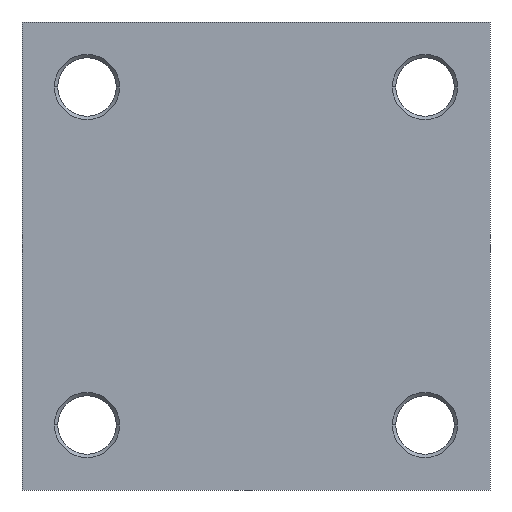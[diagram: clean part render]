
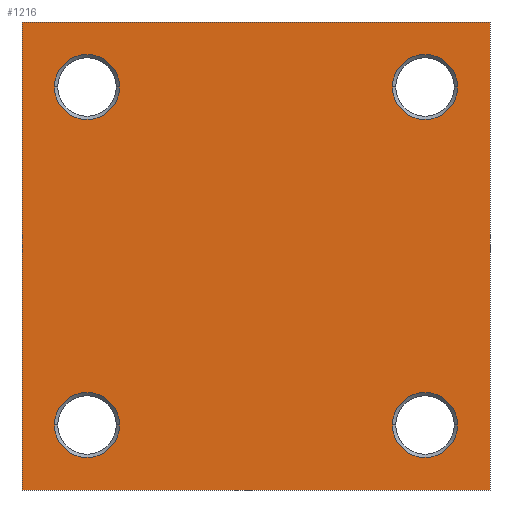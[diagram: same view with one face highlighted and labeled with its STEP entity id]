
A CAD part, left-side view. The second image highlights one B-rep face of the part: STEP entity #1216.
In plain terms, the highlighted planar face has unit normal (-1, 0, 0).
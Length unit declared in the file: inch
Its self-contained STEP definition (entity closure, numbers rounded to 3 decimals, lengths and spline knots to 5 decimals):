
#46=DIRECTION('',(0.,-1.,0.));
#47=VECTOR('',#46,4.5);
#48=CARTESIAN_POINT('',(0.,2.25,2.25));
#49=LINE('',#48,#47);
#54=DIRECTION('',(0.,0.,-1.));
#55=VECTOR('',#54,4.5);
#56=CARTESIAN_POINT('',(0.,-2.25,2.25));
#57=LINE('',#56,#55);
#61=DIRECTION('',(0.,1.,0.));
#62=VECTOR('',#61,4.5);
#63=CARTESIAN_POINT('',(0.,-2.25,-2.25));
#64=LINE('',#63,#62);
#68=DIRECTION('',(0.,0.,1.));
#69=VECTOR('',#68,4.5);
#70=CARTESIAN_POINT('',(0.,2.25,-2.25));
#71=LINE('',#70,#69);
#75=CARTESIAN_POINT('',(0.,1.625,-1.625));
#76=DIRECTION('',(-1.,0.,0.));
#77=DIRECTION('',(0.,1.,0.));
#78=AXIS2_PLACEMENT_3D('',#75,#76,#77);
#83=CARTESIAN_POINT('',(0.,1.625,-1.625));
#84=DIRECTION('',(-1.,0.,0.));
#85=DIRECTION('',(0.,-1.,0.));
#86=AXIS2_PLACEMENT_3D('',#83,#84,#85);
#91=CARTESIAN_POINT('',(0.,1.625,1.625));
#92=DIRECTION('',(-1.,0.,0.));
#93=DIRECTION('',(0.,1.,0.));
#94=AXIS2_PLACEMENT_3D('',#91,#92,#93);
#99=CARTESIAN_POINT('',(0.,1.625,1.625));
#100=DIRECTION('',(-1.,0.,0.));
#101=DIRECTION('',(0.,-1.,0.));
#102=AXIS2_PLACEMENT_3D('',#99,#100,#101);
#107=CARTESIAN_POINT('',(0.,-1.625,1.625));
#108=DIRECTION('',(-1.,0.,0.));
#109=DIRECTION('',(0.,1.,0.));
#110=AXIS2_PLACEMENT_3D('',#107,#108,#109);
#115=CARTESIAN_POINT('',(0.,-1.625,1.625));
#116=DIRECTION('',(-1.,0.,0.));
#117=DIRECTION('',(0.,-1.,0.));
#118=AXIS2_PLACEMENT_3D('',#115,#116,#117);
#123=CARTESIAN_POINT('',(0.,-1.625,-1.625));
#124=DIRECTION('',(-1.,0.,0.));
#125=DIRECTION('',(0.,1.,0.));
#126=AXIS2_PLACEMENT_3D('',#123,#124,#125);
#131=CARTESIAN_POINT('',(0.,-1.625,-1.625));
#132=DIRECTION('',(-1.,0.,0.));
#133=DIRECTION('',(0.,-1.,0.));
#134=AXIS2_PLACEMENT_3D('',#131,#132,#133);
#1019=CARTESIAN_POINT('',(0.,2.25,2.25));
#1020=CARTESIAN_POINT('',(0.,-2.25,2.25));
#1021=VERTEX_POINT('',#1019);
#1022=VERTEX_POINT('',#1020);
#1023=CARTESIAN_POINT('',(0.,-2.25,-2.25));
#1024=VERTEX_POINT('',#1023);
#1025=CARTESIAN_POINT('',(0.,2.25,-2.25));
#1026=VERTEX_POINT('',#1025);
#1043=CARTESIAN_POINT('',(0.,1.9375,-1.625));
#1044=CARTESIAN_POINT('',(0.,1.3125,-1.625));
#1045=VERTEX_POINT('',#1043);
#1046=VERTEX_POINT('',#1044);
#1059=CARTESIAN_POINT('',(0.,1.9375,1.625));
#1060=CARTESIAN_POINT('',(0.,1.3125,1.625));
#1061=VERTEX_POINT('',#1059);
#1062=VERTEX_POINT('',#1060);
#1075=CARTESIAN_POINT('',(0.,-1.3125,1.625));
#1076=CARTESIAN_POINT('',(0.,-1.9375,1.625));
#1077=VERTEX_POINT('',#1075);
#1078=VERTEX_POINT('',#1076);
#1091=CARTESIAN_POINT('',(0.,-1.3125,-1.625));
#1092=CARTESIAN_POINT('',(0.,-1.9375,-1.625));
#1093=VERTEX_POINT('',#1091);
#1094=VERTEX_POINT('',#1092);
#1177=CARTESIAN_POINT('',(0.,0.,0.));
#1178=DIRECTION('',(1.,0.,0.));
#1179=DIRECTION('',(0.,0.,-1.));
#1180=AXIS2_PLACEMENT_3D('',#1177,#1178,#1179);
#1181=PLANE('',#1180);
#1183=ORIENTED_EDGE('',*,*,#1182,.T.);
#1185=ORIENTED_EDGE('',*,*,#1184,.T.);
#1187=ORIENTED_EDGE('',*,*,#1186,.T.);
#1189=ORIENTED_EDGE('',*,*,#1188,.T.);
#1190=EDGE_LOOP('',(#1183,#1185,#1187,#1189));
#1191=FACE_OUTER_BOUND('',#1190,.F.);
#1193=ORIENTED_EDGE('',*,*,#1192,.T.);
#1195=ORIENTED_EDGE('',*,*,#1194,.T.);
#1196=EDGE_LOOP('',(#1193,#1195));
#1197=FACE_BOUND('',#1196,.F.);
#1199=ORIENTED_EDGE('',*,*,#1198,.T.);
#1201=ORIENTED_EDGE('',*,*,#1200,.T.);
#1202=EDGE_LOOP('',(#1199,#1201));
#1203=FACE_BOUND('',#1202,.F.);
#1205=ORIENTED_EDGE('',*,*,#1204,.T.);
#1207=ORIENTED_EDGE('',*,*,#1206,.T.);
#1208=EDGE_LOOP('',(#1205,#1207));
#1209=FACE_BOUND('',#1208,.F.);
#1211=ORIENTED_EDGE('',*,*,#1210,.T.);
#1213=ORIENTED_EDGE('',*,*,#1212,.T.);
#1214=EDGE_LOOP('',(#1211,#1213));
#1215=FACE_BOUND('',#1214,.F.);
#1216=ADVANCED_FACE('',(#1191,#1197,#1203,#1209,#1215),#1181,.F.);
#79=CIRCLE('',#78,0.3125);
#87=CIRCLE('',#86,0.3125);
#95=CIRCLE('',#94,0.3125);
#103=CIRCLE('',#102,0.3125);
#111=CIRCLE('',#110,0.3125);
#119=CIRCLE('',#118,0.3125);
#127=CIRCLE('',#126,0.3125);
#135=CIRCLE('',#134,0.3125);
#1182=EDGE_CURVE('',#1021,#1022,#49,.T.);
#1184=EDGE_CURVE('',#1022,#1024,#57,.T.);
#1186=EDGE_CURVE('',#1024,#1026,#64,.T.);
#1188=EDGE_CURVE('',#1026,#1021,#71,.T.);
#1192=EDGE_CURVE('',#1045,#1046,#79,.T.);
#1194=EDGE_CURVE('',#1046,#1045,#87,.T.);
#1198=EDGE_CURVE('',#1061,#1062,#95,.T.);
#1200=EDGE_CURVE('',#1062,#1061,#103,.T.);
#1204=EDGE_CURVE('',#1077,#1078,#111,.T.);
#1206=EDGE_CURVE('',#1078,#1077,#119,.T.);
#1210=EDGE_CURVE('',#1093,#1094,#127,.T.);
#1212=EDGE_CURVE('',#1094,#1093,#135,.T.);
